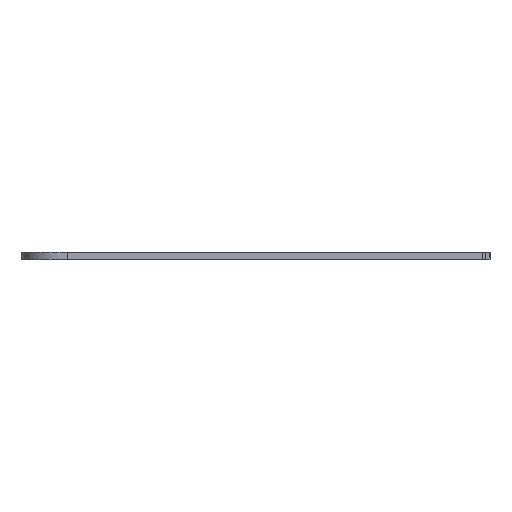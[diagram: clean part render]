
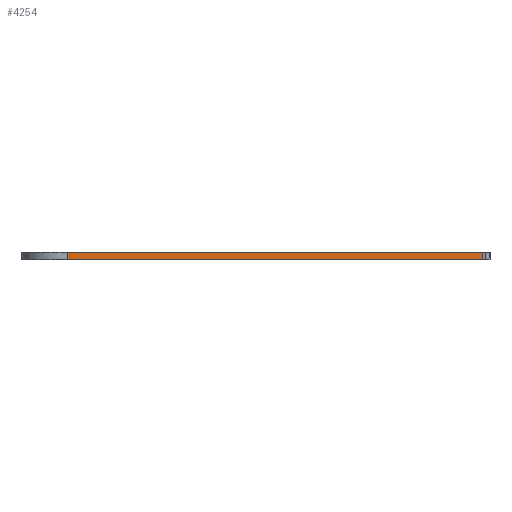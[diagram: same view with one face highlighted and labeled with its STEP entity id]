
A CAD part, left-side view. The second image highlights one B-rep face of the part: STEP entity #4254.
In plain terms, the highlighted planar face has unit normal (-1, 0, 0).
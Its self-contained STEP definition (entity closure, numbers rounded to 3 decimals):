
#114=B_SPLINE_CURVE_WITH_KNOTS('',3,(#6863,#6864,#6865,#6866),
 .UNSPECIFIED.,.F.,.F.,(4,4),(0.,0.8),
 .UNSPECIFIED.);
#234=PLANE('',#4631);
#437=FACE_OUTER_BOUND('',#732,.T.);
#732=EDGE_LOOP('',(#3963,#3964,#3965,#3966));
#789=LINE('',#5988,#1220);
#904=LINE('',#6376,#1335);
#1095=LINE('',#7021,#1526);
#1220=VECTOR('',#4726,10.);
#1335=VECTOR('',#5005,10.);
#1526=VECTOR('',#5550,10.);
#1832=VERTEX_POINT('',#5964);
#1833=VERTEX_POINT('',#5987);
#2023=VERTEX_POINT('',#6373);
#2024=VERTEX_POINT('',#6375);
#2235=EDGE_CURVE('',#1832,#1833,#789,.T.);
#2429=EDGE_CURVE('',#2023,#2024,#904,.T.);
#2639=EDGE_CURVE('',#2024,#1832,#114,.T.);
#2695=EDGE_CURVE('',#2023,#1833,#1095,.T.);
#3963=ORIENTED_EDGE('',*,*,#2639,.F.);
#3964=ORIENTED_EDGE('',*,*,#2429,.F.);
#3965=ORIENTED_EDGE('',*,*,#2695,.T.);
#3966=ORIENTED_EDGE('',*,*,#2235,.F.);
#4254=ADVANCED_FACE('',(#437),#234,.T.);
#4631=AXIS2_PLACEMENT_3D('',#7177,#5792,#5793);
#4726=DIRECTION('',(0.,-1.,0.));
#5005=DIRECTION('',(0.,1.,0.));
#5550=DIRECTION('',(0.,0.,1.));
#5792=DIRECTION('center_axis',(-1.,0.,0.));
#5793=DIRECTION('ref_axis',(0.,-1.,0.));
#5964=CARTESIAN_POINT('',(-300.,450.503,8.));
#5987=CARTESIAN_POINT('',(-300.,0.,8.));
#5988=CARTESIAN_POINT('',(-300.,0.,8.));
#6373=CARTESIAN_POINT('',(-300.,0.,0.));
#6375=CARTESIAN_POINT('',(-300.,450.503,0.));
#6376=CARTESIAN_POINT('',(-300.,0.,0.));
#6863=CARTESIAN_POINT('Ctrl Pts',(-300.,450.503,0.));
#6864=CARTESIAN_POINT('Ctrl Pts',(-300.,450.503,2.667));
#6865=CARTESIAN_POINT('Ctrl Pts',(-300.,450.503,5.333));
#6866=CARTESIAN_POINT('Ctrl Pts',(-300.,450.503,8.));
#7021=CARTESIAN_POINT('',(-300.,0.,0.));
#7177=CARTESIAN_POINT('Origin',(-300.,500.,0.));
